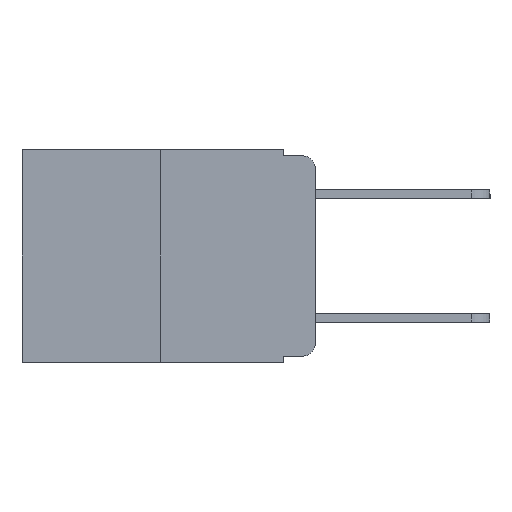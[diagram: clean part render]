
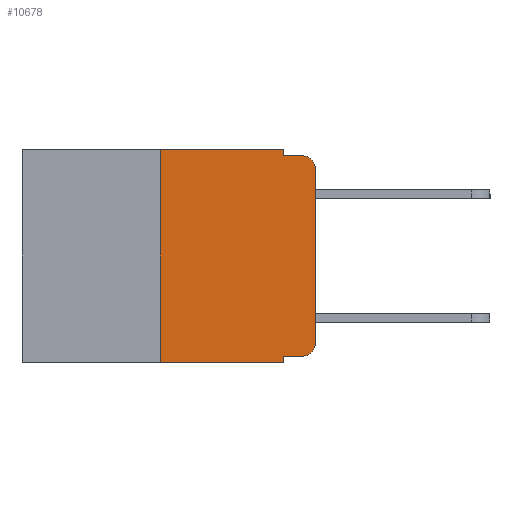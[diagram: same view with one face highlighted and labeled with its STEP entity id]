
A CAD part, left-side view. The second image highlights one B-rep face of the part: STEP entity #10678.
In plain terms, the highlighted planar face has unit normal (-1, 0, 0).
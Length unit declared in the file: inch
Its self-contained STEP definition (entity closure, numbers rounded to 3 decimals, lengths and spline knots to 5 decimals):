
#5 = CARTESIAN_POINT ( 'NONE',  ( 0., 0.25, -0.343 ) ) ;
#182 = LINE ( 'NONE', #8275, #564 ) ;
#439 = LINE ( 'NONE', #996, #2899 ) ;
#564 = VECTOR ( 'NONE', #1566, 39.37008 ) ;
#582 = DIRECTION ( 'NONE',  ( 0., 0., -1. ) ) ;
#717 = EDGE_CURVE ( 'NONE', #11275, #9172, #4422, .T. ) ;
#996 = CARTESIAN_POINT ( 'NONE',  ( 0., 0.25, 0. ) ) ;
#1168 = ORIENTED_EDGE ( 'NONE', *, *, #8936, .T. ) ;
#1390 = CIRCLE ( 'NONE', #10980, 0.02 ) ;
#1566 = DIRECTION ( 'NONE',  ( 0., -1., 0. ) ) ;
#1633 = CARTESIAN_POINT ( 'NONE',  ( 0., 0.051, 0. ) ) ;
#1665 = ORIENTED_EDGE ( 'NONE', *, *, #5249, .F. ) ;
#1768 = DIRECTION ( 'NONE',  ( 0., -1., 0. ) ) ;
#1831 = ORIENTED_EDGE ( 'NONE', *, *, #717, .T. ) ;
#1945 = DIRECTION ( 'NONE',  ( 1., 0., 0. ) ) ;
#2322 = CARTESIAN_POINT ( 'NONE',  ( 0., 0., -0.03 ) ) ;
#2615 = EDGE_CURVE ( 'NONE', #9564, #6780, #1390, .T. ) ;
#2899 = VECTOR ( 'NONE', #4057, 39.37008 ) ;
#3109 = EDGE_LOOP ( 'NONE', ( #1168, #6975, #12088, #10671, #10924, #1665, #1831, #7855, #3716, #11698 ) ) ;
#3380 = AXIS2_PLACEMENT_3D ( 'NONE', #7717, #1945, #8618 ) ;
#3385 = VERTEX_POINT ( 'NONE', #11367 ) ;
#3483 = DIRECTION ( 'NONE',  ( -1., 0., 0. ) ) ;
#3511 = CARTESIAN_POINT ( 'NONE',  ( 0., 0.051, -0.343 ) ) ;
#3716 = ORIENTED_EDGE ( 'NONE', *, *, #3973, .T. ) ;
#3860 = VECTOR ( 'NONE', #1768, 39.37008 ) ;
#3897 = VECTOR ( 'NONE', #12119, 39.37008 ) ;
#3973 = EDGE_CURVE ( 'NONE', #7220, #9564, #10023, .T. ) ;
#4057 = DIRECTION ( 'NONE',  ( 0., 0., 1. ) ) ;
#4177 = LINE ( 'NONE', #9302, #3860 ) ;
#4422 = LINE ( 'NONE', #5935, #8749 ) ;
#4631 = EDGE_CURVE ( 'NONE', #7220, #9172, #4759, .T. ) ;
#4759 = LINE ( 'NONE', #6186, #5040 ) ;
#4980 = DIRECTION ( 'NONE',  ( 0., -1., 0. ) ) ;
#5010 = CARTESIAN_POINT ( 'NONE',  ( 0., 0., -0.313 ) ) ;
#5040 = VECTOR ( 'NONE', #7165, 39.37008 ) ;
#5249 = EDGE_CURVE ( 'NONE', #11275, #11730, #439, .T. ) ;
#5541 = CARTESIAN_POINT ( 'NONE',  ( 0., 0.051, 0. ) ) ;
#5722 = VECTOR ( 'NONE', #582, 39.37008 ) ;
#5831 = CARTESIAN_POINT ( 'NONE',  ( 0., 0.25, 0. ) ) ;
#5836 = EDGE_CURVE ( 'NONE', #10493, #3385, #6026, .T. ) ;
#5873 = CARTESIAN_POINT ( 'NONE',  ( 0., 0.02, -0.313 ) ) ;
#5933 = CARTESIAN_POINT ( 'NONE',  ( 0., 0., 0. ) ) ;
#5935 = CARTESIAN_POINT ( 'NONE',  ( 0., 0.473, -0.343 ) ) ;
#6026 = LINE ( 'NONE', #5541, #5722 ) ;
#6186 = CARTESIAN_POINT ( 'NONE',  ( 0., 0.051, 0. ) ) ;
#6424 = LINE ( 'NONE', #5933, #3897 ) ;
#6517 = EDGE_CURVE ( 'NONE', #3385, #11578, #182, .T. ) ;
#6780 = VERTEX_POINT ( 'NONE', #5010 ) ;
#6876 = DIRECTION ( 'NONE',  ( 0., 0., -1. ) ) ;
#6892 = DIRECTION ( 'NONE',  ( 0., -1., 0. ) ) ;
#6975 = ORIENTED_EDGE ( 'NONE', *, *, #8362, .T. ) ;
#7165 = DIRECTION ( 'NONE',  ( 0., 0., -1. ) ) ;
#7220 = VERTEX_POINT ( 'NONE', #11113 ) ;
#7707 = FACE_OUTER_BOUND ( 'NONE', #3109, .T. ) ;
#7717 = CARTESIAN_POINT ( 'NONE',  ( 0., 0.473, 0. ) ) ;
#7720 = VECTOR ( 'NONE', #4980, 39.37008 ) ;
#7737 = CARTESIAN_POINT ( 'NONE',  ( 0., 0.02, -0.333 ) ) ;
#7855 = ORIENTED_EDGE ( 'NONE', *, *, #4631, .F. ) ;
#8275 = CARTESIAN_POINT ( 'NONE',  ( 0., 0.051, -0.01 ) ) ;
#8362 = EDGE_CURVE ( 'NONE', #11358, #11578, #11870, .T. ) ;
#8434 = CARTESIAN_POINT ( 'NONE',  ( 0., 0.02, -0.01 ) ) ;
#8618 = DIRECTION ( 'NONE',  ( 0., 0., -1. ) ) ;
#8749 = VECTOR ( 'NONE', #6892, 39.37008 ) ;
#8936 = EDGE_CURVE ( 'NONE', #6780, #11358, #6424, .T. ) ;
#9047 = CARTESIAN_POINT ( 'NONE',  ( 0., 0.02, -0.03 ) ) ;
#9172 = VERTEX_POINT ( 'NONE', #3511 ) ;
#9302 = CARTESIAN_POINT ( 'NONE',  ( 0., 0.473, 0. ) ) ;
#9564 = VERTEX_POINT ( 'NONE', #7737 ) ;
#9907 = DIRECTION ( 'NONE',  ( 0., 0., -1. ) ) ;
#10023 = LINE ( 'NONE', #10351, #7720 ) ;
#10351 = CARTESIAN_POINT ( 'NONE',  ( 0., 0.051, -0.333 ) ) ;
#10493 = VERTEX_POINT ( 'NONE', #1633 ) ;
#10591 = EDGE_CURVE ( 'NONE', #11730, #10493, #4177, .T. ) ;
#10671 = ORIENTED_EDGE ( 'NONE', *, *, #5836, .F. ) ;
#10678 = ADVANCED_FACE ( 'NONE', ( #7707 ), #11948, .F. ) ;
#10924 = ORIENTED_EDGE ( 'NONE', *, *, #10591, .F. ) ;
#10980 = AXIS2_PLACEMENT_3D ( 'NONE', #5873, #12044, #6876 ) ;
#11113 = CARTESIAN_POINT ( 'NONE',  ( 0., 0.051, -0.333 ) ) ;
#11275 = VERTEX_POINT ( 'NONE', #5 ) ;
#11358 = VERTEX_POINT ( 'NONE', #2322 ) ;
#11367 = CARTESIAN_POINT ( 'NONE',  ( 0., 0.051, -0.01 ) ) ;
#11578 = VERTEX_POINT ( 'NONE', #8434 ) ;
#11698 = ORIENTED_EDGE ( 'NONE', *, *, #2615, .T. ) ;
#11730 = VERTEX_POINT ( 'NONE', #5831 ) ;
#11870 = CIRCLE ( 'NONE', #12141, 0.02 ) ;
#11948 = PLANE ( 'NONE',  #3380 ) ;
#12044 = DIRECTION ( 'NONE',  ( -1., 0., 0. ) ) ;
#12088 = ORIENTED_EDGE ( 'NONE', *, *, #6517, .F. ) ;
#12119 = DIRECTION ( 'NONE',  ( 0., 0., 1. ) ) ;
#12141 = AXIS2_PLACEMENT_3D ( 'NONE', #9047, #3483, #9907 ) ;
